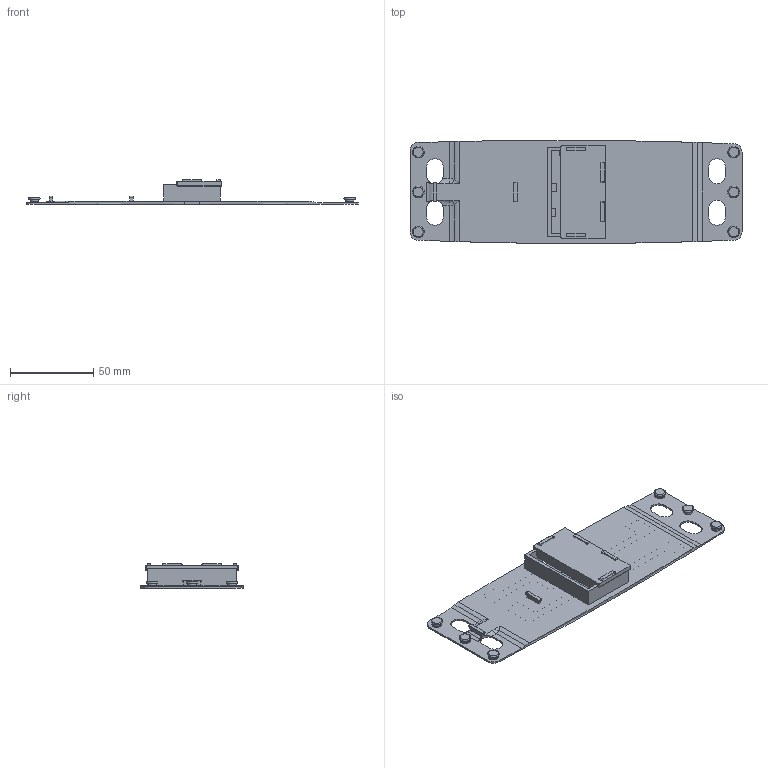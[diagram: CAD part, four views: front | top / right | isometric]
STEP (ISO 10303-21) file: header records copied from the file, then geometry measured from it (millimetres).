
FILE_DESCRIPTION(/* description */ (''),/* implementation_level */ '2;1');
FILE_NAME(/* name */ '2335177b-8284-42d5-a6ce-6ee42860b103.stp',/* time_stamp */ '2017-12-08T14:56:03+01:00',/* author */ ('g.j.w.wolterink'),/* organization */ (''),/* preprocessor_version */ 'ST-DEVELOPER v16.13',/* originating_system */ 'Autodesk Translation Framework v6.5.0.72',/* authorisation */ '');
FILE_SCHEMA (('AUTOMOTIVE_DESIGN { 1 0 10303 214 3 1 1 }'));
Length unit declared in the file: millimetre
Products named in the file (3): BandIEEE; Ninjaflex; Cap
Assembly tree (2 placements, depth 2):
  BandIEEE
    Ninjaflex
    Cap
Bounding box: 200 x 62 x 15 mm (x, y, z)
Volume: 25670.1 mm3; surface area: 35506.6 mm2
Topology: 2 solids, 2 shells, 252 faces, 706 edges, 457 vertices
Faces by surface type: plane 156, cylinder 73, torus 15, bspline 4, sphere 4
Full cylindrical faces by diameter (mm): 5 x6
Entity records: 8310 total; most frequent: CARTESIAN_POINT 1583, ORIENTED_EDGE 1400, DIRECTION 1370, EDGE_CURVE 700, LINE 498, VECTOR 498, VERTEX_POINT 457, AXIS2_PLACEMENT_3D 436
